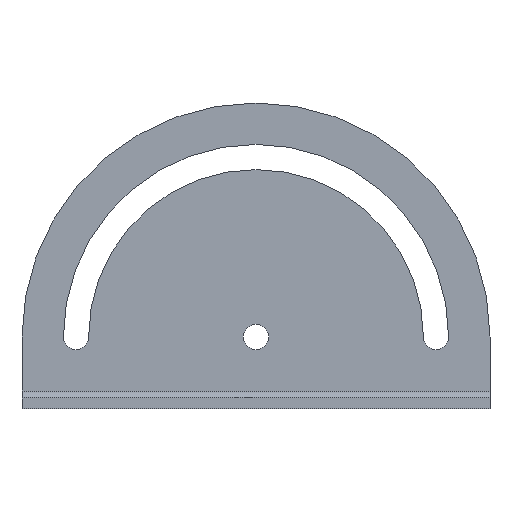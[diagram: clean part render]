
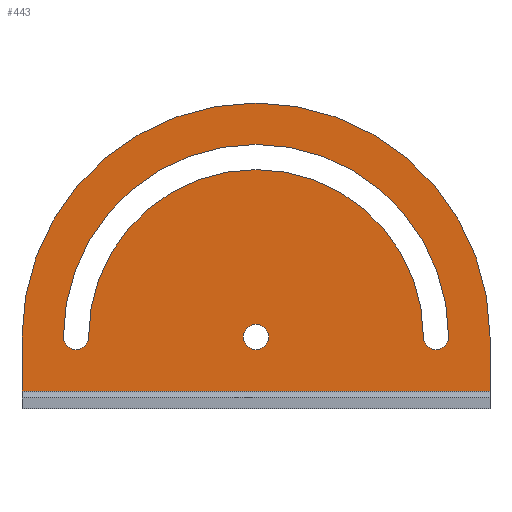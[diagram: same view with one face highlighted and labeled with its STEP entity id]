
A CAD part, top view. The second image highlights one B-rep face of the part: STEP entity #443.
In plain terms, the highlighted planar face has unit normal (0, 0, 1).
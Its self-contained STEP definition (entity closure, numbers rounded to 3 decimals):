
#15=FACE_BOUND('',#68,.T.);
#16=FACE_BOUND('',#69,.T.);
#25=PLANE('',#506);
#44=FACE_OUTER_BOUND('',#67,.T.);
#67=EDGE_LOOP('',(#343,#344,#345,#346));
#68=EDGE_LOOP('',(#347,#348,#349,#350));
#69=EDGE_LOOP('',(#351));
#96=LINE('',#694,#135);
#104=LINE('',#719,#143);
#109=LINE('',#745,#148);
#135=VECTOR('',#555,1000.);
#143=VECTOR('',#577,1000.);
#148=VECTOR('',#608,1000.);
#170=CIRCLE('',#483,3.5);
#175=CIRCLE('',#490,65.);
#179=CIRCLE('',#496,3.5);
#181=CIRCLE('',#499,46.5);
#183=CIRCLE('',#502,3.5);
#185=CIRCLE('',#505,53.5);
#198=VERTEX_POINT('',#678);
#204=VERTEX_POINT('',#691);
#205=VERTEX_POINT('',#693);
#209=VERTEX_POINT('',#703);
#215=VERTEX_POINT('',#717);
#218=VERTEX_POINT('',#724);
#219=VERTEX_POINT('',#726);
#221=VERTEX_POINT('',#732);
#223=VERTEX_POINT('',#738);
#240=EDGE_CURVE('',#198,#198,#170,.T.);
#247=EDGE_CURVE('',#205,#204,#96,.T.);
#253=EDGE_CURVE('',#204,#209,#175,.T.);
#260=EDGE_CURVE('',#215,#209,#104,.T.);
#263=EDGE_CURVE('',#218,#219,#179,.T.);
#267=EDGE_CURVE('',#218,#221,#181,.T.);
#270=EDGE_CURVE('',#223,#221,#183,.T.);
#272=EDGE_CURVE('',#219,#223,#185,.T.);
#273=EDGE_CURVE('',#215,#205,#109,.T.);
#343=ORIENTED_EDGE('',*,*,#260,.F.);
#344=ORIENTED_EDGE('',*,*,#273,.T.);
#345=ORIENTED_EDGE('',*,*,#247,.T.);
#346=ORIENTED_EDGE('',*,*,#253,.T.);
#347=ORIENTED_EDGE('',*,*,#263,.F.);
#348=ORIENTED_EDGE('',*,*,#267,.T.);
#349=ORIENTED_EDGE('',*,*,#270,.F.);
#350=ORIENTED_EDGE('',*,*,#272,.F.);
#351=ORIENTED_EDGE('',*,*,#240,.F.);
#443=ADVANCED_FACE('',(#44,#15,#16),#25,.T.);
#483=AXIS2_PLACEMENT_3D('',#679,#543,#544);
#490=AXIS2_PLACEMENT_3D('',#705,#565,#566);
#496=AXIS2_PLACEMENT_3D('',#727,#583,#584);
#499=AXIS2_PLACEMENT_3D('',#734,#591,#592);
#502=AXIS2_PLACEMENT_3D('',#740,#598,#599);
#505=AXIS2_PLACEMENT_3D('',#743,#604,#605);
#506=AXIS2_PLACEMENT_3D('',#744,#606,#607);
#543=DIRECTION('center_axis',(0.,0.,1.));
#544=DIRECTION('ref_axis',(1.,0.,0.));
#555=DIRECTION('',(0.,1.,0.));
#565=DIRECTION('center_axis',(0.,0.,1.));
#566=DIRECTION('ref_axis',(1.,0.,0.));
#577=DIRECTION('',(0.,1.,0.));
#583=DIRECTION('center_axis',(0.,0.,1.));
#584=DIRECTION('ref_axis',(1.,0.,0.));
#591=DIRECTION('center_axis',(0.,0.,1.));
#592=DIRECTION('ref_axis',(1.,0.,0.));
#598=DIRECTION('center_axis',(0.,0.,1.));
#599=DIRECTION('ref_axis',(1.,0.,0.));
#604=DIRECTION('center_axis',(0.,0.,1.));
#605=DIRECTION('ref_axis',(1.,0.,0.));
#606=DIRECTION('center_axis',(0.,0.,1.));
#607=DIRECTION('ref_axis',(1.,0.,0.));
#608=DIRECTION('',(1.,0.,0.));
#678=CARTESIAN_POINT('',(944.91,187.413,3.));
#679=CARTESIAN_POINT('Origin',(941.41,187.413,3.));
#691=CARTESIAN_POINT('',(1006.41,187.413,3.));
#693=CARTESIAN_POINT('',(1006.41,172.413,3.));
#694=CARTESIAN_POINT('',(1006.41,88.959,3.));
#703=CARTESIAN_POINT('',(876.41,187.413,3.));
#705=CARTESIAN_POINT('Origin',(941.41,187.413,3.));
#717=CARTESIAN_POINT('',(876.41,172.413,3.));
#719=CARTESIAN_POINT('',(876.41,88.959,3.));
#724=CARTESIAN_POINT('',(987.91,187.413,3.));
#726=CARTESIAN_POINT('',(994.91,187.413,3.));
#727=CARTESIAN_POINT('Origin',(991.41,187.413,3.));
#732=CARTESIAN_POINT('',(894.91,187.413,3.));
#734=CARTESIAN_POINT('Origin',(941.41,187.413,3.));
#738=CARTESIAN_POINT('',(887.91,187.413,3.));
#740=CARTESIAN_POINT('Origin',(891.41,187.413,3.));
#743=CARTESIAN_POINT('Origin',(941.41,187.413,3.));
#744=CARTESIAN_POINT('Origin',(941.41,88.959,3.));
#745=CARTESIAN_POINT('',(1006.41,172.413,3.));
